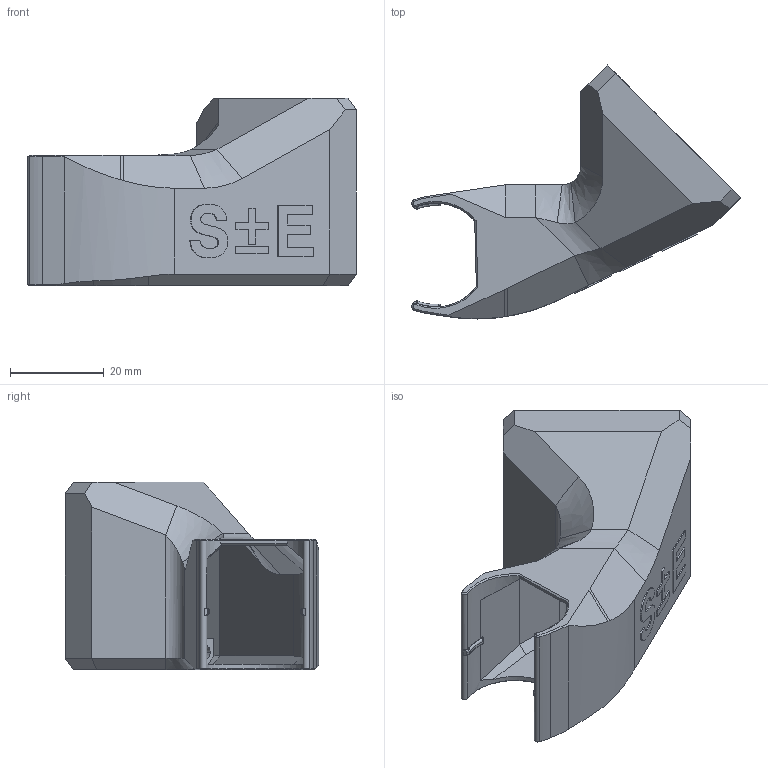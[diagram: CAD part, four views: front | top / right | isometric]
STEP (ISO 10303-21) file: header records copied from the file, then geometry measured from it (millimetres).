
FILE_DESCRIPTION((''),'2;1');
FILE_NAME('TITAN_I3_FAN_40MM_2','2019-04-07T',('CHALSPO'),('ABB Technology Ltd.'),'PRO/ENGINEER BY PARAMETRIC TECHNOLOGY CORPORATION, 2016360','PRO/ENGINEER BY PARAMETRIC TECHNOLOGY CORPORATION, 2016360','');
FILE_SCHEMA(('CONFIG_CONTROL_DESIGN'));
Length unit declared in the file: millimetre
Products named in the file (1): TITAN_I3_FAN_40MM_2
Bounding box: 70 x 54.03 x 40 mm (x, y, z)
Volume: 9669.5 mm3; surface area: 14441.9 mm2
Topology: 1 solids, 1 shells, 237 faces, 632 edges, 402 vertices
Faces by surface type: plane 119, cylinder 43, extrusion 32, bspline 22, cone 17, torus 4
Entity records: 8056 total; most frequent: CARTESIAN_POINT 2375, ORIENTED_EDGE 1264, DIRECTION 1002, EDGE_CURVE 632, VECTOR 420, VERTEX_POINT 402, LINE 388, AXIS2_PLACEMENT_3D 291
